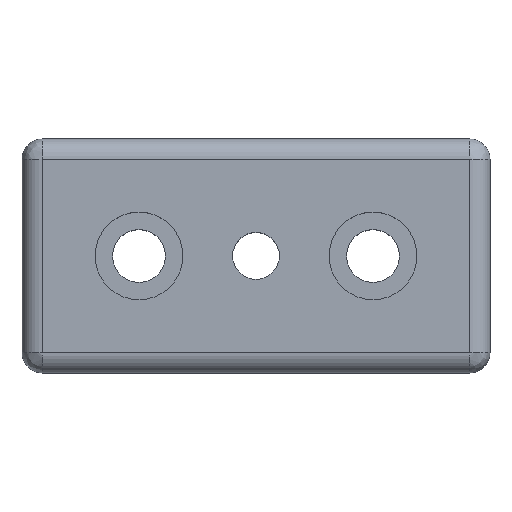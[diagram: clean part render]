
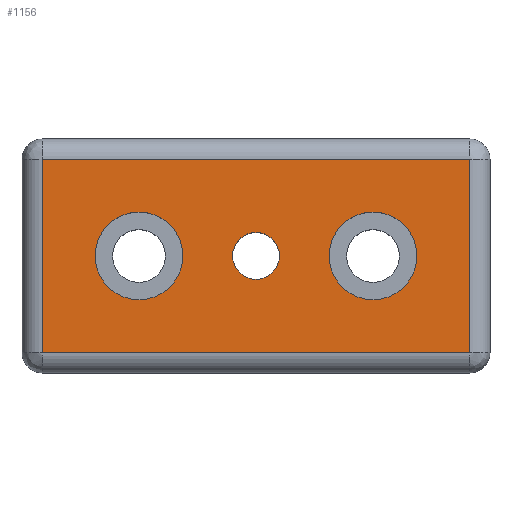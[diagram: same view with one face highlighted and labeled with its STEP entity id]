
A CAD part, top view. The second image highlights one B-rep face of the part: STEP entity #1156.
In plain terms, the highlighted free-form (B-spline) face has degree [1, 1] with [2, 2] control points.
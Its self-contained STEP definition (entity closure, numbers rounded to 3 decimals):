
#214=CARTESIAN_POINT('',(12.5,20.,15.));
#215=VERTEX_POINT('',#214);
#224=CARTESIAN_POINT('',(27.5,20.,15.));
#225=VERTEX_POINT('',#224);
#226=CARTESIAN_POINT('',(20.0,20.,15.));
#227=DIRECTION('',(0.0,0.0,1.0));
#228=DIRECTION('',(-1.0,0.0,0.0));
#229=AXIS2_PLACEMENT_3D('',#226,#227,#228);
#230=CIRCLE('',#229,7.5);
#231=EDGE_CURVE('',#215,#225,#230,.T.);
#340=CARTESIAN_POINT('',(52.5,20.,15.));
#341=VERTEX_POINT('',#340);
#350=CARTESIAN_POINT('',(67.5,20.,15.));
#351=VERTEX_POINT('',#350);
#352=CARTESIAN_POINT('',(60.0,20.,15.));
#353=DIRECTION('',(0.0,0.0,1.0));
#354=DIRECTION('',(-1.0,0.0,0.0));
#355=AXIS2_PLACEMENT_3D('',#352,#353,#354);
#356=CIRCLE('',#355,7.5);
#357=EDGE_CURVE('',#341,#351,#356,.T.);
#384=CARTESIAN_POINT('',(36.0,20.,15.));
#385=VERTEX_POINT('',#384);
#401=CARTESIAN_POINT('',(44.0,20.0,15.0));
#402=VERTEX_POINT('',#401);
#409=CARTESIAN_POINT('',(40.0,20.,15.0));
#410=DIRECTION('',(0.0,0.0,-1.0));
#411=DIRECTION('',(-1.0,0.0,0.0));
#412=AXIS2_PLACEMENT_3D('',#409,#410,#411);
#413=CIRCLE('',#412,4.0);
#414=EDGE_CURVE('',#385,#402,#413,.T.);
#425=CARTESIAN_POINT('',(40.0,20.,15.0));
#426=DIRECTION('',(0.0,0.0,-1.0));
#427=DIRECTION('',(-1.0,0.0,0.0));
#428=AXIS2_PLACEMENT_3D('',#425,#426,#427);
#429=CIRCLE('',#428,4.0);
#430=EDGE_CURVE('',#402,#385,#429,.T.);
#489=CARTESIAN_POINT('',(76.5,3.5,15.));
#490=VERTEX_POINT('',#489);
#554=CARTESIAN_POINT('',(3.5,3.5,15.));
#555=VERTEX_POINT('',#554);
#610=CARTESIAN_POINT('',(76.5,36.5,15.));
#611=VERTEX_POINT('',#610);
#673=CARTESIAN_POINT('',(3.5,36.5,15.));
#674=VERTEX_POINT('',#673);
#783=CARTESIAN_POINT('',(76.5,36.5,15.));
#784=DIRECTION('',(-1.0,0.0,0.0));
#785=VECTOR('',#784,73.0);
#786=LINE('',#783,#785);
#787=EDGE_CURVE('',#611,#674,#786,.T.);
#826=CARTESIAN_POINT('',(3.5,36.5,15.));
#827=DIRECTION('',(0.0,-1.0,0.0));
#828=VECTOR('',#827,33.0);
#829=LINE('',#826,#828);
#830=EDGE_CURVE('',#674,#555,#829,.T.);
#922=CARTESIAN_POINT('',(76.5,3.5,15.));
#923=DIRECTION('',(0.0,1.0,0.0));
#924=VECTOR('',#923,33.0);
#925=LINE('',#922,#924);
#926=EDGE_CURVE('',#490,#611,#925,.T.);
#1018=CARTESIAN_POINT('',(3.5,3.5,15.));
#1019=DIRECTION('',(1.0,0.0,0.0));
#1020=VECTOR('',#1019,73.0);
#1021=LINE('',#1018,#1020);
#1022=EDGE_CURVE('',#555,#490,#1021,.T.);
#1121=CARTESIAN_POINT('',(76.5,3.5,15.));
#1122=CARTESIAN_POINT('',(3.5,3.5,15.));
#1123=CARTESIAN_POINT('',(76.5,36.5,15.));
#1124=CARTESIAN_POINT('',(3.5,36.5,15.));
#1125=B_SPLINE_SURFACE_WITH_KNOTS('',1,1,((#1121,#1123),(#1122,#1124)),.UNSPECIFIED.,.F.,.F.,.U.,(2,2),(2,2),(0.0,73.0),(0.0,33.0),.UNSPECIFIED.);
#1126=ORIENTED_EDGE('',*,*,#787,.T.);
#1127=ORIENTED_EDGE('',*,*,#830,.T.);
#1128=ORIENTED_EDGE('',*,*,#1022,.T.);
#1129=ORIENTED_EDGE('',*,*,#926,.T.);
#1130=EDGE_LOOP('',(#1126,#1127,#1128,#1129));
#1131=FACE_OUTER_BOUND('',#1130,.T.);
#1132=ORIENTED_EDGE('',*,*,#414,.T.);
#1133=ORIENTED_EDGE('',*,*,#430,.T.);
#1134=EDGE_LOOP('',(#1132,#1133));
#1135=FACE_BOUND('',#1134,.T.);
#1136=ORIENTED_EDGE('',*,*,#231,.F.);
#1137=CARTESIAN_POINT('',(20.0,20.,15.));
#1138=DIRECTION('',(0.0,0.0,1.0));
#1139=DIRECTION('',(-1.0,0.0,0.0));
#1140=AXIS2_PLACEMENT_3D('',#1137,#1138,#1139);
#1141=CIRCLE('',#1140,7.5);
#1142=EDGE_CURVE('',#225,#215,#1141,.T.);
#1143=ORIENTED_EDGE('',*,*,#1142,.F.);
#1144=EDGE_LOOP('',(#1136,#1143));
#1145=FACE_BOUND('',#1144,.T.);
#1146=ORIENTED_EDGE('',*,*,#357,.F.);
#1147=CARTESIAN_POINT('',(60.0,20.,15.));
#1148=DIRECTION('',(0.0,0.0,1.0));
#1149=DIRECTION('',(-1.0,0.0,0.0));
#1150=AXIS2_PLACEMENT_3D('',#1147,#1148,#1149);
#1151=CIRCLE('',#1150,7.5);
#1152=EDGE_CURVE('',#351,#341,#1151,.T.);
#1153=ORIENTED_EDGE('',*,*,#1152,.F.);
#1154=EDGE_LOOP('',(#1146,#1153));
#1155=FACE_BOUND('',#1154,.T.);
#1156=ADVANCED_FACE('',(#1131,#1135,#1145,#1155),#1125,.F.);
